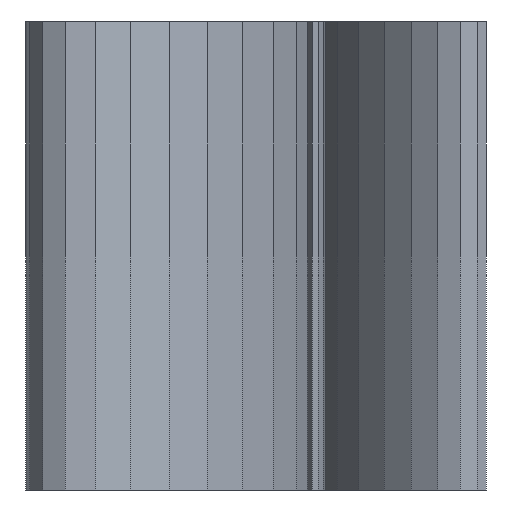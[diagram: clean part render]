
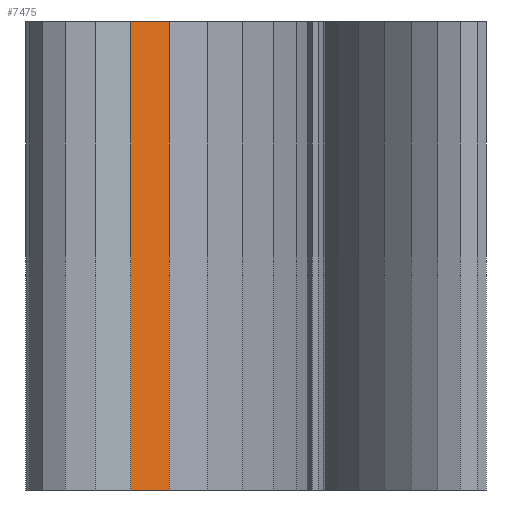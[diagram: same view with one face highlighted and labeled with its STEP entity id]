
A CAD part, left-side view. The second image highlights one B-rep face of the part: STEP entity #7475.
In plain terms, the highlighted planar face has unit normal (-0.857, -0.515, 0).
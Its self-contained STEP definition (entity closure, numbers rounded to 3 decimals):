
#44 = PLANE('',#45);
#45 = AXIS2_PLACEMENT_3D('',#46,#47,#48);
#46 = CARTESIAN_POINT('',(0.039,6.119,150.));
#47 = DIRECTION('',(-0.,-0.,-1.));
#48 = DIRECTION('',(-1.,0.,0.));
#100 = PLANE('',#101);
#101 = AXIS2_PLACEMENT_3D('',#102,#103,#104);
#102 = CARTESIAN_POINT('',(0.039,6.119,100.));
#103 = DIRECTION('',(-0.,-0.,-1.));
#104 = DIRECTION('',(-1.,0.,0.));
#2559 = VERTEX_POINT('',#2560);
#2560 = CARTESIAN_POINT('',(-25.074,15.913,150.));
#2574 = PLANE('',#2575);
#2575 = AXIS2_PLACEMENT_3D('',#2576,#2577,#2578);
#2576 = CARTESIAN_POINT('',(-21.533,11.838,140.));
#2577 = DIRECTION('',(-0.755,-0.656,0.));
#2578 = DIRECTION('',(-0.656,0.755,0.));
#2586 = EDGE_CURVE('',#2559,#2587,#2589,.T.);
#2587 = VERTEX_POINT('',#2588);
#2588 = CARTESIAN_POINT('',(-27.533,20.004,150.));
#2589 = SURFACE_CURVE('',#2590,(#2594,#2601),.PCURVE_S1.);
#2590 = LINE('',#2591,#2592);
#2591 = CARTESIAN_POINT('',(-25.074,15.913,150.));
#2592 = VECTOR('',#2593,1.);
#2593 = DIRECTION('',(-0.515,0.857,0.));
#2594 = PCURVE('',#44,#2595);
#2595 = DEFINITIONAL_REPRESENTATION('',(#2596),#2600);
#2596 = LINE('',#2597,#2598);
#2597 = CARTESIAN_POINT('',(25.113,9.794));
#2598 = VECTOR('',#2599,1.);
#2599 = DIRECTION('',(0.515,0.857));
#2600 = ( GEOMETRIC_REPRESENTATION_CONTEXT(2) 
PARAMETRIC_REPRESENTATION_CONTEXT() REPRESENTATION_CONTEXT('2D SPACE',''
  ) );
#2601 = PCURVE('',#2602,#2607);
#2602 = PLANE('',#2603);
#2603 = AXIS2_PLACEMENT_3D('',#2604,#2605,#2606);
#2604 = CARTESIAN_POINT('',(-25.074,15.913,140.));
#2605 = DIRECTION('',(-0.857,-0.515,0.));
#2606 = DIRECTION('',(-0.515,0.857,0.));
#2607 = DEFINITIONAL_REPRESENTATION('',(#2608),#2612);
#2608 = LINE('',#2609,#2610);
#2609 = CARTESIAN_POINT('',(0.,-10.));
#2610 = VECTOR('',#2611,1.);
#2611 = DIRECTION('',(1.,0.));
#2612 = ( GEOMETRIC_REPRESENTATION_CONTEXT(2) 
PARAMETRIC_REPRESENTATION_CONTEXT() REPRESENTATION_CONTEXT('2D SPACE',''
  ) );
#2630 = PLANE('',#2631);
#2631 = AXIS2_PLACEMENT_3D('',#2632,#2633,#2634);
#2632 = CARTESIAN_POINT('',(-27.533,20.004,140.));
#2633 = DIRECTION('',(-0.95,-0.312,0.));
#2634 = DIRECTION('',(-0.312,0.95,0.));
#4945 = VERTEX_POINT('',#4946);
#4946 = CARTESIAN_POINT('',(-25.074,15.913,100.));
#4967 = EDGE_CURVE('',#4945,#4968,#4970,.T.);
#4968 = VERTEX_POINT('',#4969);
#4969 = CARTESIAN_POINT('',(-27.533,20.004,100.));
#4970 = SURFACE_CURVE('',#4971,(#4975,#4982),.PCURVE_S1.);
#4971 = LINE('',#4972,#4973);
#4972 = CARTESIAN_POINT('',(-25.074,15.913,100.));
#4973 = VECTOR('',#4974,1.);
#4974 = DIRECTION('',(-0.515,0.857,0.));
#4975 = PCURVE('',#100,#4976);
#4976 = DEFINITIONAL_REPRESENTATION('',(#4977),#4981);
#4977 = LINE('',#4978,#4979);
#4978 = CARTESIAN_POINT('',(25.113,9.794));
#4979 = VECTOR('',#4980,1.);
#4980 = DIRECTION('',(0.515,0.857));
#4981 = ( GEOMETRIC_REPRESENTATION_CONTEXT(2) 
PARAMETRIC_REPRESENTATION_CONTEXT() REPRESENTATION_CONTEXT('2D SPACE',''
  ) );
#4982 = PCURVE('',#2602,#4983);
#4983 = DEFINITIONAL_REPRESENTATION('',(#4984),#4988);
#4984 = LINE('',#4985,#4986);
#4985 = CARTESIAN_POINT('',(0.,40.));
#4986 = VECTOR('',#4987,1.);
#4987 = DIRECTION('',(1.,0.));
#4988 = ( GEOMETRIC_REPRESENTATION_CONTEXT(2) 
PARAMETRIC_REPRESENTATION_CONTEXT() REPRESENTATION_CONTEXT('2D SPACE',''
  ) );
#7454 = EDGE_CURVE('',#2559,#4945,#7455,.T.);
#7455 = SURFACE_CURVE('',#7456,(#7460,#7467),.PCURVE_S1.);
#7456 = LINE('',#7457,#7458);
#7457 = CARTESIAN_POINT('',(-25.074,15.913,150.));
#7458 = VECTOR('',#7459,1.);
#7459 = DIRECTION('',(0.,0.,-1.));
#7460 = PCURVE('',#2574,#7461);
#7461 = DEFINITIONAL_REPRESENTATION('',(#7462),#7466);
#7462 = LINE('',#7463,#7464);
#7463 = CARTESIAN_POINT('',(5.398,-10.));
#7464 = VECTOR('',#7465,1.);
#7465 = DIRECTION('',(0.,1.));
#7466 = ( GEOMETRIC_REPRESENTATION_CONTEXT(2) 
PARAMETRIC_REPRESENTATION_CONTEXT() REPRESENTATION_CONTEXT('2D SPACE',''
  ) );
#7467 = PCURVE('',#2602,#7468);
#7468 = DEFINITIONAL_REPRESENTATION('',(#7469),#7473);
#7469 = LINE('',#7470,#7471);
#7470 = CARTESIAN_POINT('',(0.,-10.));
#7471 = VECTOR('',#7472,1.);
#7472 = DIRECTION('',(0.,1.));
#7473 = ( GEOMETRIC_REPRESENTATION_CONTEXT(2) 
PARAMETRIC_REPRESENTATION_CONTEXT() REPRESENTATION_CONTEXT('2D SPACE',''
  ) );
#7475 = ADVANCED_FACE('',(#7476),#2602,.T.);
#7476 = FACE_BOUND('',#7477,.T.);
#7477 = EDGE_LOOP('',(#7478,#7479,#7480,#7501));
#7478 = ORIENTED_EDGE('',*,*,#7454,.F.);
#7479 = ORIENTED_EDGE('',*,*,#2586,.T.);
#7480 = ORIENTED_EDGE('',*,*,#7481,.T.);
#7481 = EDGE_CURVE('',#2587,#4968,#7482,.T.);
#7482 = SURFACE_CURVE('',#7483,(#7487,#7494),.PCURVE_S1.);
#7483 = LINE('',#7484,#7485);
#7484 = CARTESIAN_POINT('',(-27.533,20.004,150.));
#7485 = VECTOR('',#7486,1.);
#7486 = DIRECTION('',(0.,0.,-1.));
#7487 = PCURVE('',#2602,#7488);
#7488 = DEFINITIONAL_REPRESENTATION('',(#7489),#7493);
#7489 = LINE('',#7490,#7491);
#7490 = CARTESIAN_POINT('',(4.773,-10.));
#7491 = VECTOR('',#7492,1.);
#7492 = DIRECTION('',(0.,1.));
#7493 = ( GEOMETRIC_REPRESENTATION_CONTEXT(2) 
PARAMETRIC_REPRESENTATION_CONTEXT() REPRESENTATION_CONTEXT('2D SPACE',''
  ) );
#7494 = PCURVE('',#2630,#7495);
#7495 = DEFINITIONAL_REPRESENTATION('',(#7496),#7500);
#7496 = LINE('',#7497,#7498);
#7497 = CARTESIAN_POINT('',(0.,-10.));
#7498 = VECTOR('',#7499,1.);
#7499 = DIRECTION('',(0.,1.));
#7500 = ( GEOMETRIC_REPRESENTATION_CONTEXT(2) 
PARAMETRIC_REPRESENTATION_CONTEXT() REPRESENTATION_CONTEXT('2D SPACE',''
  ) );
#7501 = ORIENTED_EDGE('',*,*,#4967,.F.);
